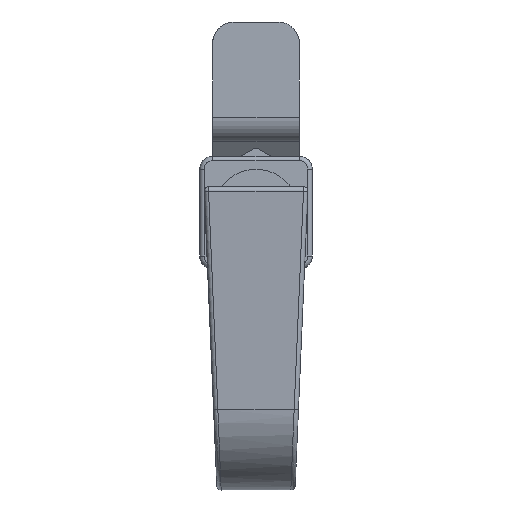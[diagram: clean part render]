
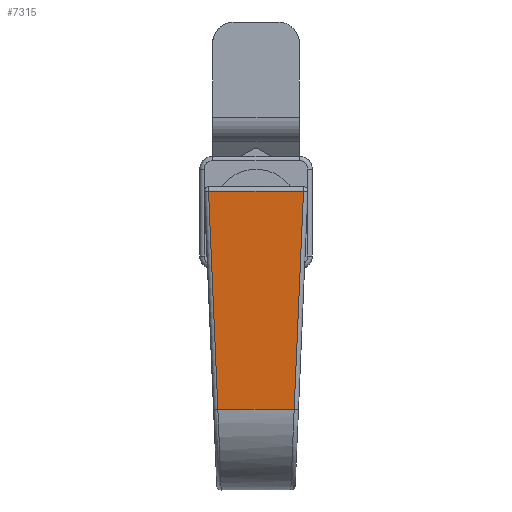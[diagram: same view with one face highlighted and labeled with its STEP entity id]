
A CAD part, front view. The second image highlights one B-rep face of the part: STEP entity #7315.
In plain terms, the highlighted free-form (B-spline) face has degree [1, 1] with [2, 2] control points.
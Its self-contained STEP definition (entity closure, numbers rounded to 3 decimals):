
#4114=CARTESIAN_POINT('',(-17.17,5.477,2.471));
#4115=VERTEX_POINT('',#4114);
#4332=CARTESIAN_POINT('',(-15.732,4.399,-22.69));
#4333=VERTEX_POINT('',#4332);
#4341=CARTESIAN_POINT('',(-17.17,5.477,2.471));
#4342=CARTESIAN_POINT('',(-15.732,4.399,-22.69));
#4343=QUASI_UNIFORM_CURVE('',1,(#4341,#4342),.UNSPECIFIED.,.F.,.U.);
#4344=EDGE_CURVE('',#4115,#4333,#4343,.T.);
#6564=CARTESIAN_POINT('',(-15.732,-4.4,-22.69));
#6565=VERTEX_POINT('',#6564);
#6566=CARTESIAN_POINT('',(-17.17,-5.478,2.471));
#6567=VERTEX_POINT('',#6566);
#6568=CARTESIAN_POINT('',(-15.732,-4.4,-22.69));
#6569=CARTESIAN_POINT('',(-17.17,-5.478,2.471));
#6570=QUASI_UNIFORM_CURVE('',1,(#6568,#6569),.UNSPECIFIED.,.F.,.U.);
#6571=EDGE_CURVE('',#6565,#6567,#6570,.T.);
#6998=CARTESIAN_POINT('',(-17.17,-5.478,2.471));
#6999=CARTESIAN_POINT('',(-17.17,5.477,2.471));
#7000=QUASI_UNIFORM_CURVE('',1,(#6998,#6999),.UNSPECIFIED.,.F.,.U.);
#7001=EDGE_CURVE('',#6567,#4115,#7000,.T.);
#7296=CARTESIAN_POINT('',(-15.732,-4.4,-22.69));
#7297=CARTESIAN_POINT('',(-15.732,4.399,-22.69));
#7298=QUASI_UNIFORM_CURVE('',1,(#7296,#7297),.UNSPECIFIED.,.F.,.U.);
#7299=EDGE_CURVE('',#6565,#4333,#7298,.T.);
#7304=CARTESIAN_POINT('',(-17.242,-6.026,3.728));
#7305=CARTESIAN_POINT('',(-15.66,-6.026,-23.947));
#7306=CARTESIAN_POINT('',(-17.242,6.025,3.728));
#7307=CARTESIAN_POINT('',(-15.66,6.025,-23.947));
#7308=B_SPLINE_SURFACE_WITH_KNOTS('',1,1,((#7304,#7306),(#7305,#7307)),.UNSPECIFIED.,.F.,.F.,.U.,(2,2),(2,2),(0.0,27.72),(0.0,12.05),.UNSPECIFIED.);
#7309=ORIENTED_EDGE('',*,*,#7001,.T.);
#7310=ORIENTED_EDGE('',*,*,#4344,.T.);
#7311=ORIENTED_EDGE('',*,*,#7299,.F.);
#7312=ORIENTED_EDGE('',*,*,#6571,.T.);
#7313=EDGE_LOOP('',(#7309,#7310,#7311,#7312));
#7314=FACE_OUTER_BOUND('',#7313,.T.);
#7315=ADVANCED_FACE('',(#7314),#7308,.F.);
